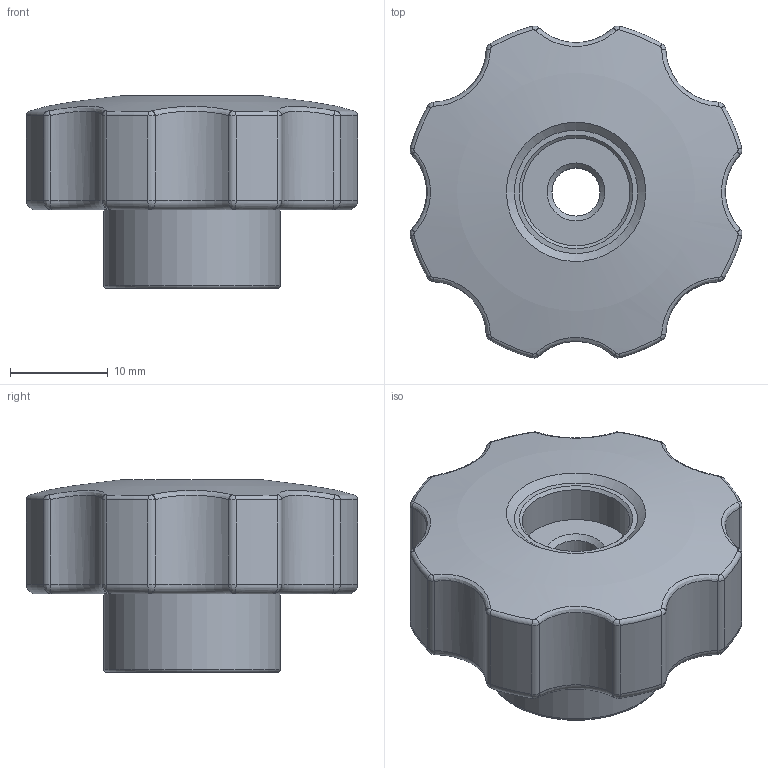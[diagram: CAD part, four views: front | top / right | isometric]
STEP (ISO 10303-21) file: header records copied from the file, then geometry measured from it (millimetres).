
FILE_DESCRIPTION( ( 'Unknown' ), '1' );
FILE_NAME( '6303215_VBA35_FP_M06.stp', 'Unknown', ( 'Unknown' ), ( 'Unknown' ), 'PSStep 11.0', 'Unknown', ' ' );
FILE_SCHEMA( ( 'AUTOMOTIVE_DESIGN { 1 0 10303 214 1 1 1 1 }' ) );
Length unit declared in the file: millimetre
Products named in the file (1): 6303215
Bounding box: 33.87 x 33.87 x 19.67 mm (x, y, z)
Volume: 8933.9 mm3; surface area: 4440.7 mm2
Topology: 1 solids, 1 shells, 115 faces, 260 edges, 134 vertices
Faces by surface type: bspline 40, cylinder 35, torus 27, cone 7, plane 5, sphere 1
Full cylindrical faces by diameter (mm): 4.917 x1, 11 x1, 18 x1
Entity records: 11282 total; most frequent: CARTESIAN_POINT 8216, ORIENTED_EDGE 452, DIRECTION 412, EDGE_CURVE 226, AXIS2_PLACEMENT_3D 190, EDGE_LOOP 134, VERTEX_POINT 130, FACE_OUTER_BOUND 122
